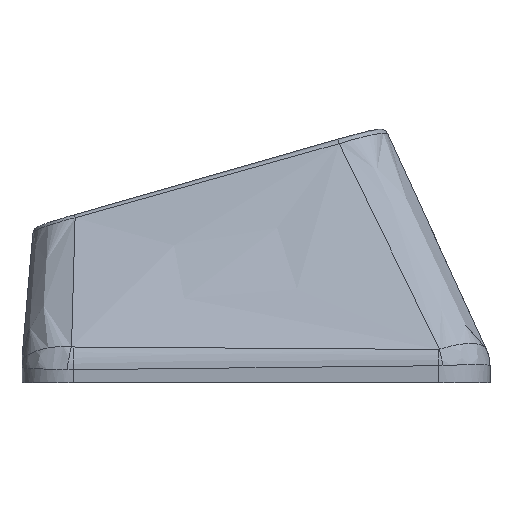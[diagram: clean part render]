
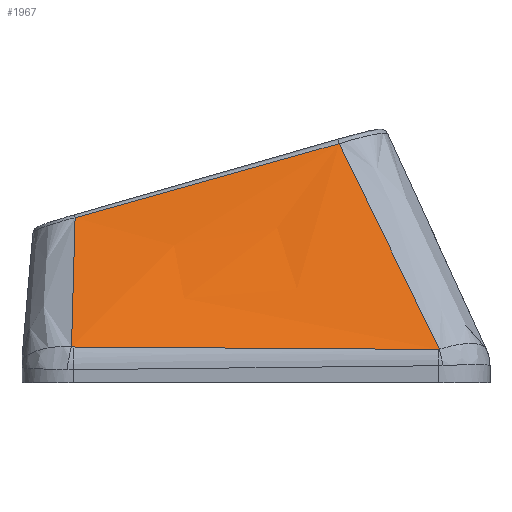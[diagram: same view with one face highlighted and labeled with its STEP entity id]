
A CAD part, left-side view. The second image highlights one B-rep face of the part: STEP entity #1967.
In plain terms, the highlighted free-form (B-spline) face has degree [3, 3] with [4, 4] control points.
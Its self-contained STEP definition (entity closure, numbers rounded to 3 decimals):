
#63=B_SPLINE_SURFACE_WITH_KNOTS('',3,3,((#4451,#4452,#4453,#4454),(#4455,
#4456,#4457,#4458),(#4459,#4460,#4461,#4462),(#4463,#4464,#4465,#4466)),
 .UNSPECIFIED.,.F.,.F.,.F.,(4,4),(4,4),(0.101,0.894),
(0.021,0.965),.UNSPECIFIED.);
#193=B_SPLINE_CURVE_WITH_KNOTS('',3,(#3971,#3972,#3973,#3974),
 .UNSPECIFIED.,.F.,.F.,(4,4),(0.,0.005),.UNSPECIFIED.);
#195=B_SPLINE_CURVE_WITH_KNOTS('',3,(#3998,#3999,#4000,#4001),
 .UNSPECIFIED.,.F.,.F.,(4,4),(0.,1.416),.UNSPECIFIED.);
#197=B_SPLINE_CURVE_WITH_KNOTS('',3,(#4025,#4026,#4027,#4028),
 .UNSPECIFIED.,.F.,.F.,(4,4),(0.,0.007),
 .UNSPECIFIED.);
#219=B_SPLINE_CURVE_WITH_KNOTS('',3,(#4441,#4442,#4443,#4444),
 .UNSPECIFIED.,.F.,.F.,(4,4),(-0.637,-0.016),
 .UNSPECIFIED.);
#221=B_SPLINE_CURVE_WITH_KNOTS('',3,(#4468,#4469,#4470,#4471),
 .UNSPECIFIED.,.F.,.F.,(4,4),(0.021,0.984),
 .UNSPECIFIED.);
#222=B_SPLINE_CURVE_WITH_KNOTS('',3,(#4472,#4473,#4474,#4475),
 .UNSPECIFIED.,.F.,.F.,(4,4),(-1.064,0.),.UNSPECIFIED.);
#556=FACE_OUTER_BOUND('',#682,.T.);
#682=EDGE_LOOP('',(#1696,#1697,#1698,#1699,#1700,#1701));
#874=VERTEX_POINT('',#3930);
#878=VERTEX_POINT('',#3964);
#880=VERTEX_POINT('',#3991);
#882=VERTEX_POINT('',#4018);
#909=VERTEX_POINT('',#4440);
#910=VERTEX_POINT('',#4467);
#1136=EDGE_CURVE('',#874,#878,#193,.T.);
#1139=EDGE_CURVE('',#878,#880,#195,.T.);
#1142=EDGE_CURVE('',#880,#882,#197,.T.);
#1183=EDGE_CURVE('',#882,#909,#219,.T.);
#1185=EDGE_CURVE('',#910,#874,#221,.T.);
#1186=EDGE_CURVE('',#909,#910,#222,.T.);
#1696=ORIENTED_EDGE('',*,*,#1142,.F.);
#1697=ORIENTED_EDGE('',*,*,#1139,.F.);
#1698=ORIENTED_EDGE('',*,*,#1136,.F.);
#1699=ORIENTED_EDGE('',*,*,#1185,.F.);
#1700=ORIENTED_EDGE('',*,*,#1186,.F.);
#1701=ORIENTED_EDGE('',*,*,#1183,.F.);
#1967=ADVANCED_FACE('',(#556),#63,.T.);
#3930=CARTESIAN_POINT('',(-27.989,-7.121,0.304));
#3964=CARTESIAN_POINT('',(-27.991,-7.076,0.3));
#3971=CARTESIAN_POINT('Ctrl Pts',(-27.989,-7.121,0.304));
#3972=CARTESIAN_POINT('Ctrl Pts',(-27.99,-7.106,0.301));
#3973=CARTESIAN_POINT('Ctrl Pts',(-27.991,-7.091,0.3));
#3974=CARTESIAN_POINT('Ctrl Pts',(-27.991,-7.076,0.3));
#3991=CARTESIAN_POINT('',(-27.844,7.094,0.394));
#3998=CARTESIAN_POINT('Ctrl Pts',(-27.991,-7.076,0.3));
#3999=CARTESIAN_POINT('Ctrl Pts',(-27.962,-2.354,0.326));
#4000=CARTESIAN_POINT('Ctrl Pts',(-27.924,2.369,0.358));
#4001=CARTESIAN_POINT('Ctrl Pts',(-27.844,7.094,0.394));
#4018=CARTESIAN_POINT('',(-27.839,7.16,0.401));
#4025=CARTESIAN_POINT('Ctrl Pts',(-27.844,7.094,0.394));
#4026=CARTESIAN_POINT('Ctrl Pts',(-27.844,7.116,0.394));
#4027=CARTESIAN_POINT('Ctrl Pts',(-27.842,7.138,0.397));
#4028=CARTESIAN_POINT('Ctrl Pts',(-27.839,7.16,0.401));
#4440=CARTESIAN_POINT('',(-24.225,7.02,5.411));
#4441=CARTESIAN_POINT('Ctrl Pts',(-27.839,7.16,0.401));
#4442=CARTESIAN_POINT('Ctrl Pts',(-26.626,7.093,2.066));
#4443=CARTESIAN_POINT('Ctrl Pts',(-25.423,7.042,3.737));
#4444=CARTESIAN_POINT('Ctrl Pts',(-24.225,7.02,5.411));
#4451=CARTESIAN_POINT('Ctrl Pts',(-24.212,-3.67,8.41));
#4452=CARTESIAN_POINT('Ctrl Pts',(-25.472,-4.821,5.706));
#4453=CARTESIAN_POINT('Ctrl Pts',(-26.731,-5.972,3.003));
#4454=CARTESIAN_POINT('Ctrl Pts',(-27.991,-7.122,0.3));
#4455=CARTESIAN_POINT('Ctrl Pts',(-24.212,-0.049,
7.4));
#4456=CARTESIAN_POINT('Ctrl Pts',(-25.472,-0.82,
5.021));
#4457=CARTESIAN_POINT('Ctrl Pts',(-26.731,-1.591,2.643));
#4458=CARTESIAN_POINT('Ctrl Pts',(-27.991,-2.362,0.264));
#4459=CARTESIAN_POINT('Ctrl Pts',(-24.212,3.573,6.39));
#4460=CARTESIAN_POINT('Ctrl Pts',(-25.472,3.181,4.336));
#4461=CARTESIAN_POINT('Ctrl Pts',(-26.731,2.79,2.282));
#4462=CARTESIAN_POINT('Ctrl Pts',(-27.991,2.398,0.228));
#4463=CARTESIAN_POINT('Ctrl Pts',(-24.212,7.195,5.379));
#4464=CARTESIAN_POINT('Ctrl Pts',(-25.472,7.182,3.65));
#4465=CARTESIAN_POINT('Ctrl Pts',(-26.731,7.17,1.921));
#4466=CARTESIAN_POINT('Ctrl Pts',(-27.991,7.158,0.192));
#4467=CARTESIAN_POINT('',(-24.212,-3.223,8.285));
#4468=CARTESIAN_POINT('Ctrl Pts',(-24.212,-3.223,8.285));
#4469=CARTESIAN_POINT('Ctrl Pts',(-25.49,-4.536,5.637));
#4470=CARTESIAN_POINT('Ctrl Pts',(-26.745,-5.832,2.974));
#4471=CARTESIAN_POINT('Ctrl Pts',(-27.989,-7.121,0.304));
#4472=CARTESIAN_POINT('Ctrl Pts',(-24.225,7.02,5.411));
#4473=CARTESIAN_POINT('Ctrl Pts',(-24.223,3.604,6.362));
#4474=CARTESIAN_POINT('Ctrl Pts',(-24.217,0.19,7.321));
#4475=CARTESIAN_POINT('Ctrl Pts',(-24.212,-3.223,8.285));
